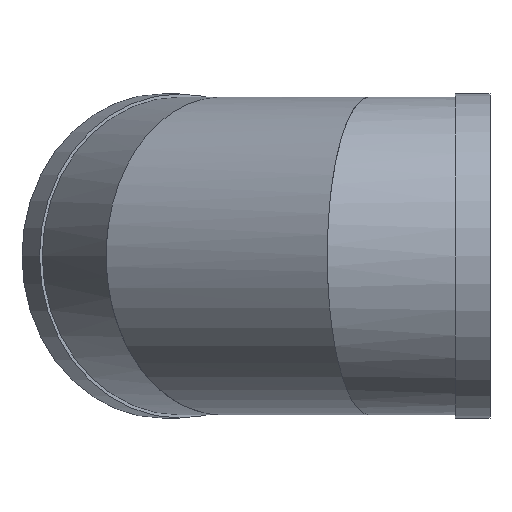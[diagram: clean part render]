
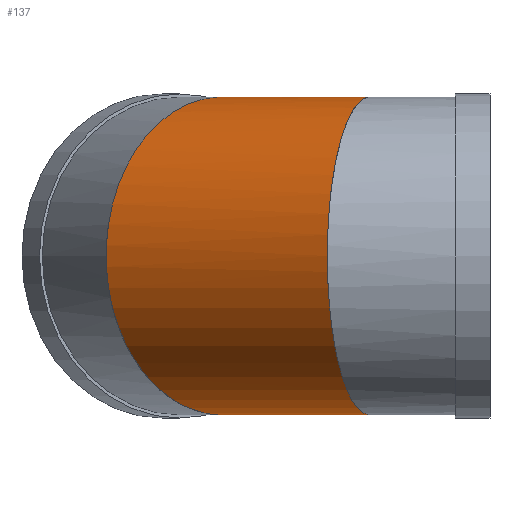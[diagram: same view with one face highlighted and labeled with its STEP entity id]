
A CAD part, left-side view. The second image highlights one B-rep face of the part: STEP entity #137.
In plain terms, the highlighted cylindrical face has radius 300 mm (diameter 600 mm), a full revolution.
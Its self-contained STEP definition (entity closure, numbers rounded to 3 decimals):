
#137 = ADVANCED_FACE( '', ( #250, #251 ), #252, .T. );
#250 = FACE_OUTER_BOUND( '', #344, .T. );
#251 = FACE_OUTER_BOUND( '', #345, .T. );
#252 = CYLINDRICAL_SURFACE( '', #346, 300. );
#344 = EDGE_LOOP( '', ( #458 ) );
#345 = EDGE_LOOP( '', ( #459 ) );
#346 = AXIS2_PLACEMENT_3D( '', #460, #461, #462 );
#458 = ORIENTED_EDGE( '', *, *, #495, .T. );
#459 = ORIENTED_EDGE( '', *, *, #515, .T. );
#460 = CARTESIAN_POINT( '', ( 380.385, 885.615, 0. ) );
#461 = DIRECTION( '', ( 0.5, 0.866, 0. ) );
#462 = DIRECTION( '', ( 0.866, -0.5, 0. ) );
#495 = EDGE_CURVE( '', #543, #543, #544, .T. );
#515 = EDGE_CURVE( '', #573, #573, #574, .T. );
#543 = VERTEX_POINT( '', #603 );
#544 = ELLIPSE( '', #604, 310.583, 300. );
#573 = VERTEX_POINT( '', #633 );
#574 = ELLIPSE( '', #634, 310.583, 300. );
#603 = CARTESIAN_POINT( '', ( 380.385, 285.615, 0. ) );
#604 = AXIS2_PLACEMENT_3D( '', #666, #667, #668 );
#633 = CARTESIAN_POINT( '', ( -300., 307.154, 0. ) );
#634 = AXIS2_PLACEMENT_3D( '', #696, #697, #698 );
#666 = CARTESIAN_POINT( '', ( 160.77, 505.23, 0. ) );
#667 = DIRECTION( '', ( -0.707, -0.707, 0. ) );
#668 = DIRECTION( '', ( 0.707, -0.707, 0. ) );
#696 = CARTESIAN_POINT( '', ( 0., 226.77, 0. ) );
#697 = DIRECTION( '', ( 0.259, 0.966, 0. ) );
#698 = DIRECTION( '', ( -0.966, 0.259, 0. ) );
